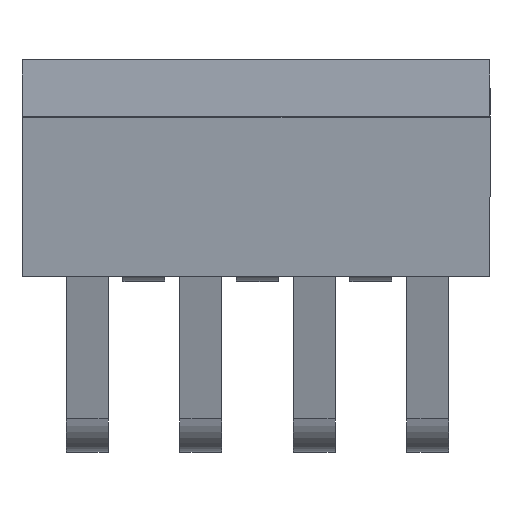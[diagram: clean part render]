
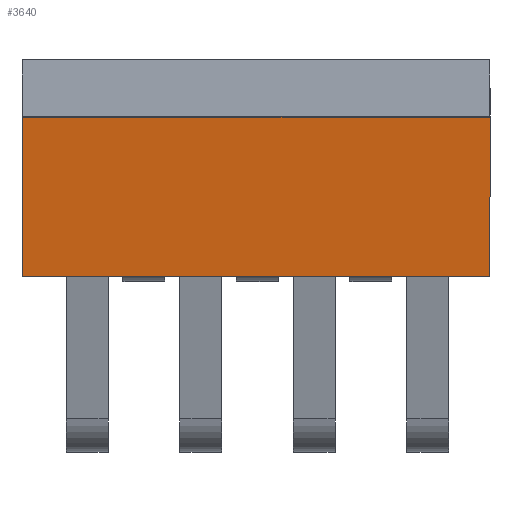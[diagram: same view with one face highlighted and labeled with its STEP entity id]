
A CAD part, top view. The second image highlights one B-rep face of the part: STEP entity #3640.
In plain terms, the highlighted planar face has unit normal (0, -0.12, 0.993).
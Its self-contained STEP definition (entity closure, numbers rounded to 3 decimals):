
#3437=CARTESIAN_POINT('',(-4.205,5.29,14.431));
#3438=VERTEX_POINT('',#3437);
#3468=CARTESIAN_POINT('',(4.205,5.29,14.431));
#3469=VERTEX_POINT('',#3468);
#3478=CARTESIAN_POINT('',(4.205,5.29,14.431));
#3479=DIRECTION('',(-1.0,0.0,0.0));
#3480=VECTOR('',#3479,8.41);
#3481=LINE('',#3478,#3480);
#3482=EDGE_CURVE('',#3469,#3438,#3481,.T.);
#3517=CARTESIAN_POINT('',(5.205,5.29,14.431));
#3518=VERTEX_POINT('',#3517);
#3519=CARTESIAN_POINT('',(5.205,5.29,14.431));
#3520=DIRECTION('',(-1.0,0.0,0.0));
#3521=VECTOR('',#3520,1.);
#3522=LINE('',#3519,#3521);
#3523=EDGE_CURVE('',#3518,#3469,#3522,.T.);
#3556=CARTESIAN_POINT('',(-5.27,5.29,14.431));
#3557=VERTEX_POINT('',#3556);
#3564=CARTESIAN_POINT('',(-4.205,5.29,14.431));
#3565=DIRECTION('',(-1.0,0.0,0.0));
#3566=VECTOR('',#3565,1.065);
#3567=LINE('',#3564,#3566);
#3568=EDGE_CURVE('',#3438,#3557,#3567,.T.);
#3608=CARTESIAN_POINT('',(-0.032,3.51,14.216));
#3609=DIRECTION('',(0.,-0.12,0.993));
#3610=DIRECTION('',(1.0,0.0,0.0));
#3611=AXIS2_PLACEMENT_3D('',#3608,#3609,#3610);
#3612=PLANE('',#3611);
#3613=CARTESIAN_POINT('',(5.205,1.73,14.001));
#3614=VERTEX_POINT('',#3613);
#3615=CARTESIAN_POINT('',(5.205,1.73,14.001));
#3616=DIRECTION('',(0.,0.993,0.12));
#3617=VECTOR('',#3616,3.586);
#3618=LINE('',#3615,#3617);
#3619=EDGE_CURVE('',#3614,#3518,#3618,.T.);
#3620=ORIENTED_EDGE('',*,*,#3619,.T.);
#3621=ORIENTED_EDGE('',*,*,#3523,.T.);
#3622=ORIENTED_EDGE('',*,*,#3482,.T.);
#3623=ORIENTED_EDGE('',*,*,#3568,.T.);
#3624=CARTESIAN_POINT('',(-5.27,1.73,14.001));
#3625=VERTEX_POINT('',#3624);
#3626=CARTESIAN_POINT('',(-5.27,5.29,14.431));
#3627=DIRECTION('',(0.,-0.993,-0.12));
#3628=VECTOR('',#3627,3.586);
#3629=LINE('',#3626,#3628);
#3630=EDGE_CURVE('',#3557,#3625,#3629,.T.);
#3631=ORIENTED_EDGE('',*,*,#3630,.T.);
#3632=CARTESIAN_POINT('',(-5.27,1.73,14.001));
#3633=DIRECTION('',(1.0,0.0,0.0));
#3634=VECTOR('',#3633,10.475);
#3635=LINE('',#3632,#3634);
#3636=EDGE_CURVE('',#3625,#3614,#3635,.T.);
#3637=ORIENTED_EDGE('',*,*,#3636,.T.);
#3638=EDGE_LOOP('',(#3620,#3621,#3622,#3623,#3631,#3637));
#3639=FACE_OUTER_BOUND('',#3638,.T.);
#3640=ADVANCED_FACE('',(#3639),#3612,.T.);
